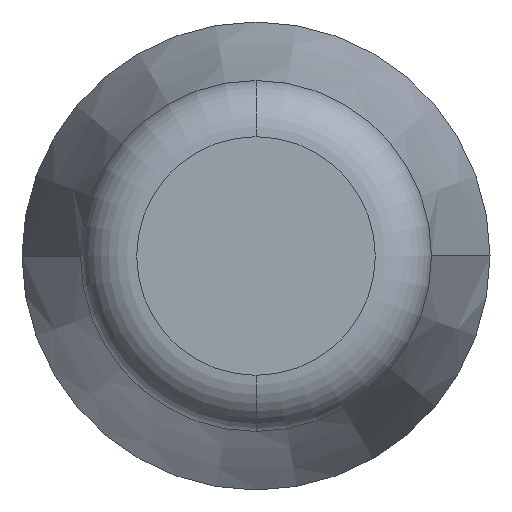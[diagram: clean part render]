
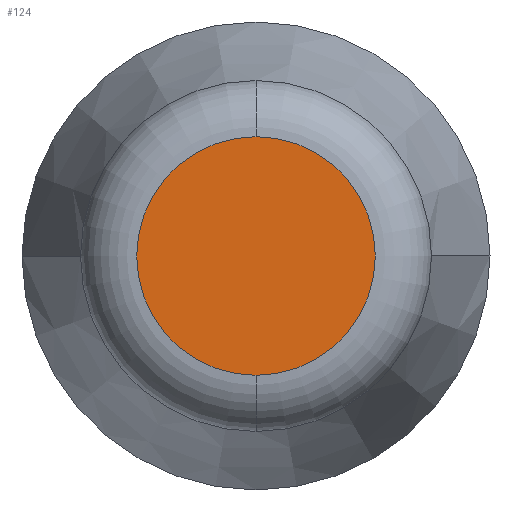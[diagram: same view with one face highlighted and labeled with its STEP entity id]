
A CAD part, front view. The second image highlights one B-rep face of the part: STEP entity #124.
In plain terms, the highlighted planar face has unit normal (0, -1, 0).
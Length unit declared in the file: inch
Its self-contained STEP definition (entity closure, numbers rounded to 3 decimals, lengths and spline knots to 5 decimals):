
#9 = AXIS2_PLACEMENT_3D ( 'NONE', #17, #72, #343 ) ;
#11 = CIRCLE ( 'NONE', #177, 0.06375 ) ;
#17 = CARTESIAN_POINT ( 'NONE',  ( 0., 0., 0. ) ) ;
#38 = FACE_OUTER_BOUND ( 'NONE', #54, .T. ) ;
#46 = CARTESIAN_POINT ( 'NONE',  ( 0., 0., 0. ) ) ;
#54 = EDGE_LOOP ( 'NONE', ( #162, #292 ) ) ;
#72 = DIRECTION ( 'NONE',  ( 0., -1., 0. ) ) ;
#78 = AXIS2_PLACEMENT_3D ( 'NONE', #46, #281, #382 ) ;
#124 = ADVANCED_FACE ( 'NONE', ( #38 ), #208, .T. ) ;
#146 = VERTEX_POINT ( 'NONE', #222 ) ;
#148 = EDGE_CURVE ( 'NONE', #146, #320, #254, .T. ) ;
#162 = ORIENTED_EDGE ( 'NONE', *, *, #148, .T. ) ;
#177 = AXIS2_PLACEMENT_3D ( 'NONE', #334, #178, #253 ) ;
#178 = DIRECTION ( 'NONE',  ( 0., -1., 0. ) ) ;
#208 = PLANE ( 'NONE',  #9 ) ;
#222 = CARTESIAN_POINT ( 'NONE',  ( 0., 0., -0.06375 ) ) ;
#253 = DIRECTION ( 'NONE',  ( 0., 0., -1. ) ) ;
#254 = CIRCLE ( 'NONE', #78, 0.06375 ) ;
#280 = CARTESIAN_POINT ( 'NONE',  ( 0., 0., 0.06375 ) ) ;
#281 = DIRECTION ( 'NONE',  ( 0., -1., 0. ) ) ;
#292 = ORIENTED_EDGE ( 'NONE', *, *, #305, .T. ) ;
#305 = EDGE_CURVE ( 'NONE', #320, #146, #11, .T. ) ;
#320 = VERTEX_POINT ( 'NONE', #280 ) ;
#334 = CARTESIAN_POINT ( 'NONE',  ( 0., 0., 0. ) ) ;
#343 = DIRECTION ( 'NONE',  ( 0., 0., -1. ) ) ;
#382 = DIRECTION ( 'NONE',  ( 0., 0., -1. ) ) ;
